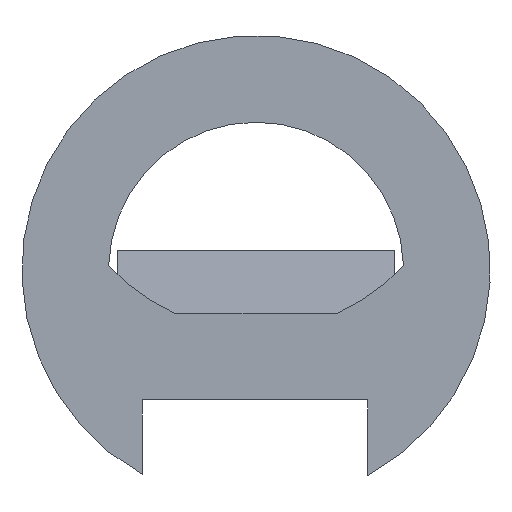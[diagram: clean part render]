
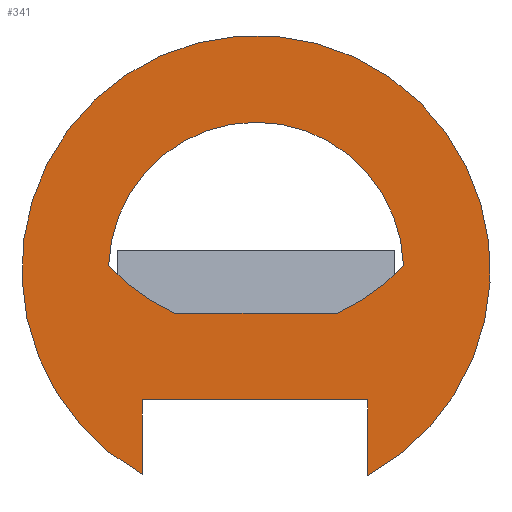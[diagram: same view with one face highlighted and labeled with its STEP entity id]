
A CAD part, front view. The second image highlights one B-rep face of the part: STEP entity #341.
In plain terms, the highlighted planar face has unit normal (0, -1, 0).
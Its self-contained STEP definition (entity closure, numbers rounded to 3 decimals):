
#19=FACE_BOUND('',#55,.T.);
#24=CIRCLE('',#377,6.75);
#25=CIRCLE('',#378,5.75);
#26=CIRCLE('',#379,4.25);
#27=CIRCLE('',#380,5.75);
#37=FACE_OUTER_BOUND('',#54,.T.);
#54=EDGE_LOOP('',(#279,#280,#281,#282));
#55=EDGE_LOOP('',(#283,#284,#285,#286));
#83=LINE('',#524,#123);
#94=LINE('',#554,#134);
#95=LINE('',#556,#135);
#96=LINE('',#559,#136);
#123=VECTOR('',#420,10.);
#134=VECTOR('',#449,10.);
#135=VECTOR('',#450,10.);
#136=VECTOR('',#453,10.);
#159=VERTEX_POINT('',#521);
#160=VERTEX_POINT('',#523);
#169=VERTEX_POINT('',#552);
#170=VERTEX_POINT('',#553);
#171=VERTEX_POINT('',#555);
#172=VERTEX_POINT('',#557);
#173=VERTEX_POINT('',#560);
#174=VERTEX_POINT('',#562);
#195=EDGE_CURVE('',#159,#160,#83,.T.);
#210=EDGE_CURVE('',#169,#170,#94,.T.);
#211=EDGE_CURVE('',#171,#169,#95,.T.);
#212=EDGE_CURVE('',#172,#171,#24,.T.);
#213=EDGE_CURVE('',#170,#172,#96,.T.);
#214=EDGE_CURVE('',#173,#159,#25,.T.);
#215=EDGE_CURVE('',#174,#173,#26,.T.);
#216=EDGE_CURVE('',#160,#174,#27,.T.);
#279=ORIENTED_EDGE('',*,*,#210,.F.);
#280=ORIENTED_EDGE('',*,*,#211,.F.);
#281=ORIENTED_EDGE('',*,*,#212,.F.);
#282=ORIENTED_EDGE('',*,*,#213,.F.);
#283=ORIENTED_EDGE('',*,*,#214,.F.);
#284=ORIENTED_EDGE('',*,*,#215,.F.);
#285=ORIENTED_EDGE('',*,*,#216,.F.);
#286=ORIENTED_EDGE('',*,*,#195,.F.);
#328=PLANE('',#376);
#341=ADVANCED_FACE('',(#37,#19),#328,.F.);
#376=AXIS2_PLACEMENT_3D('',#551,#447,#448);
#377=AXIS2_PLACEMENT_3D('',#558,#451,#452);
#378=AXIS2_PLACEMENT_3D('',#561,#454,#455);
#379=AXIS2_PLACEMENT_3D('',#563,#456,#457);
#380=AXIS2_PLACEMENT_3D('',#564,#458,#459);
#420=DIRECTION('',(1.,0.,0.));
#447=DIRECTION('center_axis',(0.,1.,0.));
#448=DIRECTION('ref_axis',(1.,0.,0.));
#449=DIRECTION('',(-1.,0.,0.));
#450=DIRECTION('',(0.,0.,1.));
#451=DIRECTION('center_axis',(0.,1.,0.));
#452=DIRECTION('ref_axis',(1.,0.,0.));
#453=DIRECTION('',(0.,0.,-1.));
#454=DIRECTION('center_axis',(0.,-1.,0.));
#455=DIRECTION('ref_axis',(1.,0.,0.));
#456=DIRECTION('center_axis',(0.,-1.,0.));
#457=DIRECTION('ref_axis',(1.,0.,0.));
#458=DIRECTION('center_axis',(0.,-1.,0.));
#459=DIRECTION('ref_axis',(1.,0.,0.));
#521=CARTESIAN_POINT('',(-2.345,0.,-1.25));
#523=CARTESIAN_POINT('',(2.345,0.,-1.25));
#524=CARTESIAN_POINT('',(0.,0.,-1.25));
#551=CARTESIAN_POINT('Origin',(0.,0.,0.407));
#552=CARTESIAN_POINT('',(3.214,0.,-3.75));
#553=CARTESIAN_POINT('',(-3.286,0.,-3.75));
#554=CARTESIAN_POINT('',(3.214,0.,-3.75));
#555=CARTESIAN_POINT('',(3.214,0.,-5.936));
#556=CARTESIAN_POINT('',(3.214,0.,-6.75));
#557=CARTESIAN_POINT('',(-3.286,0.,-5.896));
#558=CARTESIAN_POINT('Origin',(0.,0.,0.));
#559=CARTESIAN_POINT('',(-3.286,0.,-3.75));
#560=CARTESIAN_POINT('',(-4.248,0.,0.125));
#561=CARTESIAN_POINT('Origin',(0.,0.,4.));
#562=CARTESIAN_POINT('',(4.248,0.,0.125));
#563=CARTESIAN_POINT('Origin',(0.,0.,0.));
#564=CARTESIAN_POINT('Origin',(0.,0.,4.));
